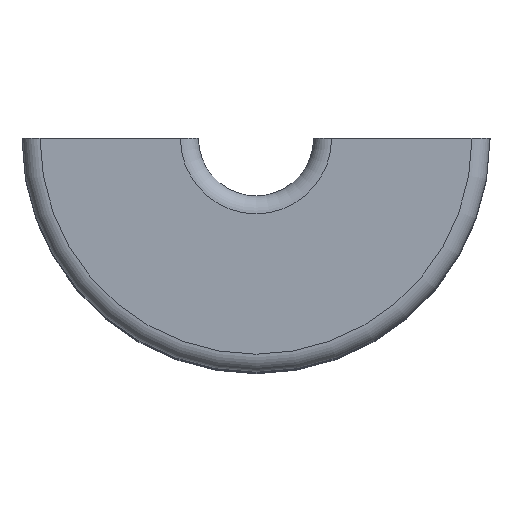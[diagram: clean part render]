
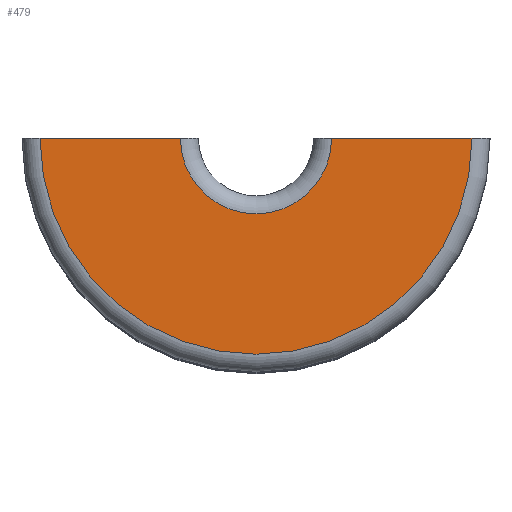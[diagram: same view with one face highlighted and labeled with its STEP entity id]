
A CAD part, top view. The second image highlights one B-rep face of the part: STEP entity #479.
In plain terms, the highlighted planar face has unit normal (0, 0, 1).
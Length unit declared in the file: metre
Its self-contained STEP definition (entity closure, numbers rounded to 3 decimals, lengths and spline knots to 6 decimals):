
#58=CIRCLE('',#548,0.0021);
#59=CIRCLE('',#549,0.006);
#141=ORIENTED_EDGE('',*,*,#234,.F.);
#142=ORIENTED_EDGE('',*,*,#283,.T.);
#143=ORIENTED_EDGE('',*,*,#268,.F.);
#144=ORIENTED_EDGE('',*,*,#284,.T.);
#234=EDGE_CURVE('',#309,#310,#355,.T.);
#268=EDGE_CURVE('',#343,#344,#376,.T.);
#283=EDGE_CURVE('',#309,#344,#58,.F.);
#284=EDGE_CURVE('',#343,#310,#59,.T.);
#309=VERTEX_POINT('',#781);
#310=VERTEX_POINT('',#783);
#343=VERTEX_POINT('',#850);
#344=VERTEX_POINT('',#852);
#355=LINE('',#782,#385);
#376=LINE('',#851,#406);
#385=VECTOR('',#602,1.);
#406=VECTOR('',#651,1.);
#416=EDGE_LOOP('',(#141,#142,#143,#144));
#443=FACE_BOUND('',#416,.T.);
#467=PLANE('',#547);
#479=ADVANCED_FACE('',(#443),#467,.T.);
#547=AXIS2_PLACEMENT_3D('',#876,#685,#686);
#548=AXIS2_PLACEMENT_3D('',#877,#687,#688);
#549=AXIS2_PLACEMENT_3D('',#878,#689,#690);
#602=DIRECTION('',(1.,0.,0.));
#651=DIRECTION('',(1.,0.,0.));
#685=DIRECTION('',(0.,0.,1.));
#686=DIRECTION('',(1.,0.,0.));
#687=DIRECTION('',(0.,0.,1.));
#688=DIRECTION('',(1.,0.,0.));
#689=DIRECTION('',(0.,0.,1.));
#690=DIRECTION('',(1.,0.,0.));
#781=CARTESIAN_POINT('',(0.0021,0.,0.));
#782=CARTESIAN_POINT('',(0.,0.,0.));
#783=CARTESIAN_POINT('',(0.006,0.,0.));
#850=CARTESIAN_POINT('',(-0.006,0.,0.));
#851=CARTESIAN_POINT('',(0.,0.,0.));
#852=CARTESIAN_POINT('',(-0.0021,0.,0.));
#876=CARTESIAN_POINT('',(0.,0.00275,0.));
#877=CARTESIAN_POINT('',(0.,0.,0.));
#878=CARTESIAN_POINT('',(0.,0.,0.));
